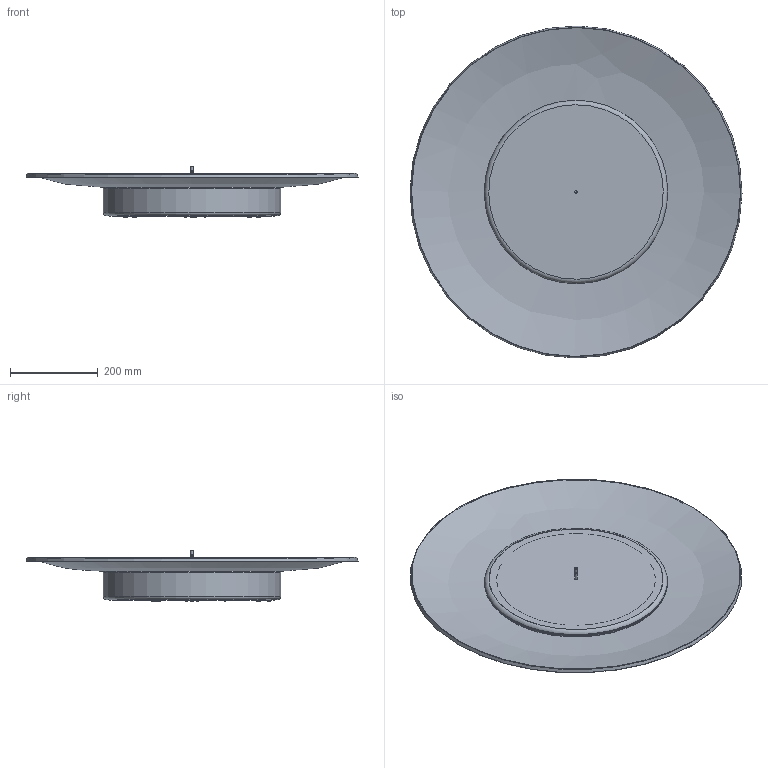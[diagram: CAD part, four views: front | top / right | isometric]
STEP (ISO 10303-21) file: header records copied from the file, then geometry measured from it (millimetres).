
FILE_DESCRIPTION(/* description */ (''),/* implementation_level */ '2;1');
FILE_NAME(/* name */ 'F424665xxxxxxx.stp',/* time_stamp */ '2020-01-16T12:02:23+01:00',/* author */ ('sghezzi'),/* organization */ (''),/* preprocessor_version */ 'ST-DEVELOPER v17.2',/* originating_system */ 'Autodesk Inventor 2019',/* authorisation */ '');
FILE_SCHEMA (('AUTOMOTIVE_DESIGN { 1 0 10303 214 3 1 1 }'));
Length unit declared in the file: millimetre
Products named in the file (34): Assieme LUNAIRE C-PERNO CENTRALE; 007424604; 007424606-2; 007424606-1; 003424611; 003424602; 006353400; 005353405; 005353500; 007424605; LAMPADINA_FLUO_40-55W_T5; CILINDRO VETRO; 007424610; 003424603; 007424608-007424611; 007424612; 007424601; 006593310; 065011003; 006542902; 006322902; 066029010; 006600321; 006600289; 007424613; 063017000; 065010310; 060009002; 063017001; 065007480; 066002100_capocorda_foro_4; ASSIEME MORSETTO BM; SPINA FEMMINA BM B9032; SPINA MASCHIO C-PROTEZIONE E BASE BM B9033
Assembly tree (81 placements, depth 3):
  Assieme LUNAIRE C-PERNO CENTRALE
    007424604
    007424606-2
    007424606-1
    003424611
    003424602
    006353400  x2
    005353405
    005353500
    007424605
    LAMPADINA_FLUO_40-55W_T5
    CILINDRO VETRO
    007424610
    003424603
    007424608-007424611
    007424612
    007424601
    065007480  x5
    006593310
    065011003  x4
    063017000  x11
    006322902  x6
    063017001  x8
    060009002  x8
    065010310  x8
    006542902
    066029010  x2
    006600321
    006600289
    007424613  x4
    066002100_capocorda_foro_4
    ASSIEME MORSETTO BM
      SPINA FEMMINA BM B9032
      SPINA MASCHIO C-PROTEZIONE E BASE BM B9033
Bounding box: 756.15 x 756.15 x 116.36 mm (x, y, z)
Volume: 3195678.1 mm3; surface area: 2219722.3 mm2
Topology: 82 solids, 82 shells, 2966 faces, 7891 edges, 5220 vertices
Faces by surface type: plane 2233, cylinder 548, cone 128, torus 32, sphere 15, bspline 10
Full cylindrical faces by diameter (mm): 2.3 x4, 2.459 x15, 2.5 x2, 3 x14, 3.1 x2, 3.2 x29, 3.242 x5, 3.4 x3, 3.459 x1, 3.5 x3, 4 x19, 4.2 x19, 4.3 x8, 4.4 x1, 4.5 x7, 5 x1, 5.4 x3, 5.5 x11, 5.6 x7, 5.917 x3, 6 x3, 8 x8, 10 x5, 10.5 x1, 20 x2, 20.05 x1, 21.5 x1, 35 x1, 45 x1, 324 x1
Entity records: 32464 total; most frequent: CARTESIAN_POINT 6617, DIRECTION 5312, ORIENTED_EDGE 4874, EDGE_CURVE 2437, AXIS2_PLACEMENT_3D 1896, VERTEX_POINT 1633, LINE 1520, VECTOR 1520
